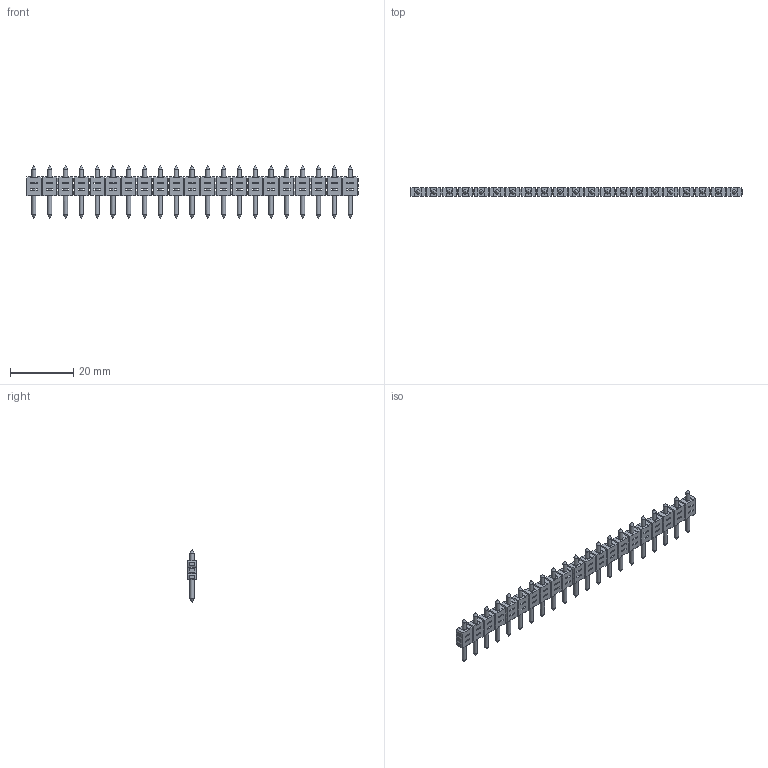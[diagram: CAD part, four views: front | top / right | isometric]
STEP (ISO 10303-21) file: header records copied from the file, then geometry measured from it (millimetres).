
FILE_DESCRIPTION(('STEP AP214'),'1');
FILE_NAME('PVST21-5.stp','2018-11-21T10:22:40',(' '),(' '),'Spatial InterOp 3D',' ',' ');
FILE_SCHEMA(('AUTOMOTIVE_DESIGN { 1 0 10303 214 1 1 1 1 }'));
Length unit declared in the file: metre
Products named in the file (1): 1
Bounding box: 105 x 2.8 x 16.5 mm (x, y, z)
Volume: 1846.7 mm3; surface area: 3487 mm2
Topology: 1 solids, 1 shells, 1056 faces, 2721 edges, 1587 vertices
Faces by surface type: plane 930, cylinder 84, cone 42
Full cylindrical faces by diameter (mm): 1.3 x84
Entity records: 37861 total; most frequent: CARTESIAN_POINT 4987, ORIENTED_EDGE 4896, DIRECTION 4730, EDGE_CURVE 2448, LINE 2280, VECTOR 2280, VERTEX_POINT 1482, EDGE_LOOP 1350
